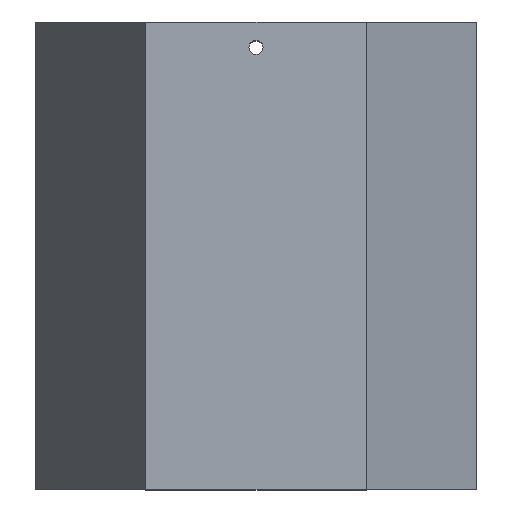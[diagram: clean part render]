
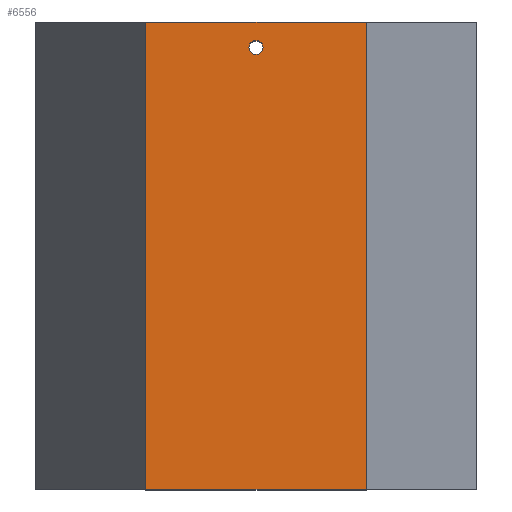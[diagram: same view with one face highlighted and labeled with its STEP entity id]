
A CAD part, top view. The second image highlights one B-rep face of the part: STEP entity #6556.
In plain terms, the highlighted planar face has unit normal (0, 0, 1).
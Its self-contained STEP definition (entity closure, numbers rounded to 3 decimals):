
#739 = EDGE_CURVE ( 'NONE', #5025, #3478, #2850, .T. ) ;
#769 = VECTOR ( 'NONE', #7192, 1000. ) ;
#925 = CIRCLE ( 'NONE', #3830, 1.65 ) ;
#1034 = EDGE_CURVE ( 'NONE', #6326, #4797, #4855, .T. ) ;
#1102 = DIRECTION ( 'NONE',  ( 0., 1., 0. ) ) ;
#1138 = CARTESIAN_POINT ( 'NONE',  ( 25.981, 0., 45. ) ) ;
#1231 = ORIENTED_EDGE ( 'NONE', *, *, #4828, .F. ) ;
#1252 = CARTESIAN_POINT ( 'NONE',  ( 0., -6., 45. ) ) ;
#1714 = DIRECTION ( 'NONE',  ( 1., 0., 0. ) ) ;
#1913 = DIRECTION ( 'NONE',  ( 1., 0., 0. ) ) ;
#2220 = PLANE ( 'NONE',  #4772 ) ;
#2641 = ORIENTED_EDGE ( 'NONE', *, *, #4897, .T. ) ;
#2759 = LINE ( 'NONE', #5842, #769 ) ;
#2765 = EDGE_CURVE ( 'NONE', #4479, #4797, #2759, .T. ) ;
#2850 = CIRCLE ( 'NONE', #6487, 1.65 ) ;
#2905 = DIRECTION ( 'NONE',  ( 1., 0., 0. ) ) ;
#3010 = ORIENTED_EDGE ( 'NONE', *, *, #8392, .F. ) ;
#3116 = CARTESIAN_POINT ( 'NONE',  ( 25.981, -110., 45. ) ) ;
#3235 = CARTESIAN_POINT ( 'NONE',  ( 1.65, -6., 45. ) ) ;
#3478 = VERTEX_POINT ( 'NONE', #3840 ) ;
#3512 = LINE ( 'NONE', #5197, #7094 ) ;
#3718 = CARTESIAN_POINT ( 'NONE',  ( 0., -6., 45. ) ) ;
#3830 = AXIS2_PLACEMENT_3D ( 'NONE', #1252, #5961, #1913 ) ;
#3840 = CARTESIAN_POINT ( 'NONE',  ( -1.65, -6., 45. ) ) ;
#4479 = VERTEX_POINT ( 'NONE', #5377 ) ;
#4772 = AXIS2_PLACEMENT_3D ( 'NONE', #5571, #6939, #2905 ) ;
#4797 = VERTEX_POINT ( 'NONE', #1138 ) ;
#4828 = EDGE_CURVE ( 'NONE', #7552, #4479, #3512, .T. ) ;
#4855 = LINE ( 'NONE', #3116, #8648 ) ;
#4897 = EDGE_CURVE ( 'NONE', #7552, #6326, #5386, .T. ) ;
#5025 = VERTEX_POINT ( 'NONE', #3235 ) ;
#5080 = CARTESIAN_POINT ( 'NONE',  ( -25.981, -110., 45. ) ) ;
#5085 = DIRECTION ( 'NONE',  ( 0., 0., 1. ) ) ;
#5197 = CARTESIAN_POINT ( 'NONE',  ( -25.981, -110., 45. ) ) ;
#5377 = CARTESIAN_POINT ( 'NONE',  ( -25.981, 0., 45. ) ) ;
#5386 = LINE ( 'NONE', #5080, #6979 ) ;
#5571 = CARTESIAN_POINT ( 'NONE',  ( -25.981, -110., 45. ) ) ;
#5842 = CARTESIAN_POINT ( 'NONE',  ( -25.981, 0., 45. ) ) ;
#5899 = EDGE_LOOP ( 'NONE', ( #7347, #1231, #2641, #8609 ) ) ;
#5961 = DIRECTION ( 'NONE',  ( 0., 0., 1. ) ) ;
#6326 = VERTEX_POINT ( 'NONE', #7123 ) ;
#6473 = DIRECTION ( 'NONE',  ( 0., 1., 0. ) ) ;
#6487 = AXIS2_PLACEMENT_3D ( 'NONE', #3718, #5085, #8039 ) ;
#6556 = ADVANCED_FACE ( 'NONE', ( #6722, #8742 ), #2220, .T. ) ;
#6722 = FACE_BOUND ( 'NONE', #8571, .T. ) ;
#6939 = DIRECTION ( 'NONE',  ( 0., 0., 1. ) ) ;
#6979 = VECTOR ( 'NONE', #1714, 1000. ) ;
#7094 = VECTOR ( 'NONE', #1102, 1000. ) ;
#7123 = CARTESIAN_POINT ( 'NONE',  ( 25.981, -110., 45. ) ) ;
#7192 = DIRECTION ( 'NONE',  ( 1., 0., 0. ) ) ;
#7309 = CARTESIAN_POINT ( 'NONE',  ( -25.981, -110., 45. ) ) ;
#7347 = ORIENTED_EDGE ( 'NONE', *, *, #2765, .F. ) ;
#7552 = VERTEX_POINT ( 'NONE', #7309 ) ;
#7623 = ORIENTED_EDGE ( 'NONE', *, *, #739, .F. ) ;
#8039 = DIRECTION ( 'NONE',  ( 1., 0., 0. ) ) ;
#8392 = EDGE_CURVE ( 'NONE', #3478, #5025, #925, .T. ) ;
#8571 = EDGE_LOOP ( 'NONE', ( #7623, #3010 ) ) ;
#8609 = ORIENTED_EDGE ( 'NONE', *, *, #1034, .T. ) ;
#8648 = VECTOR ( 'NONE', #6473, 1000. ) ;
#8742 = FACE_OUTER_BOUND ( 'NONE', #5899, .T. ) ;
